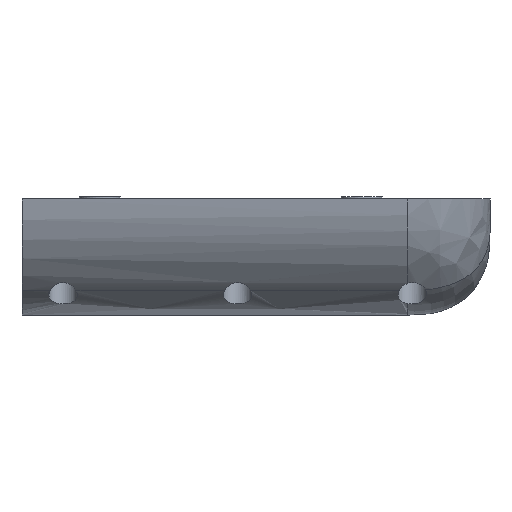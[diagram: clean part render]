
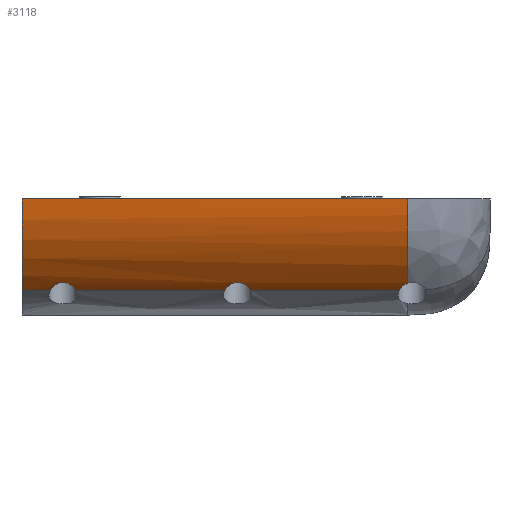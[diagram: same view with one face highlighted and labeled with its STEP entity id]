
A CAD part, left-side view. The second image highlights one B-rep face of the part: STEP entity #3118.
In plain terms, the highlighted cylindrical face has radius 27.775 mm (diameter 55.55 mm), a partial arc.
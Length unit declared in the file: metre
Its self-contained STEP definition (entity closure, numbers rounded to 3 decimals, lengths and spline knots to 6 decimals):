
#220=B_SPLINE_CURVE_WITH_KNOTS('',3,(#4791,#4792,#4793,#4794),
 .UNSPECIFIED.,.F.,.F.,(4,4),(0.,0.002683),.UNSPECIFIED.);
#224=B_SPLINE_CURVE_WITH_KNOTS('',3,(#4822,#4823,#4824,#4825,#4826,#4827,
#4828,#4829,#4830),.UNSPECIFIED.,.F.,.F.,(4,1,1,1,1,1,4),(0.,0.001772,
0.002658,0.003544,0.00443,0.005316,
0.007089),.UNSPECIFIED.);
#226=B_SPLINE_CURVE_WITH_KNOTS('',3,(#4847,#4848,#4849,#4850,#4851,#4852,
#4853,#4854,#4855),.UNSPECIFIED.,.F.,.F.,(4,1,1,1,1,1,4),(0.,0.001772,
0.002658,0.003544,0.00443,0.005316,
0.007089),.UNSPECIFIED.);
#287=B_SPLINE_CURVE_WITH_KNOTS('',3,(#5888,#5889,#5890,#5891),
 .UNSPECIFIED.,.F.,.F.,(4,4),(0.138051,0.518553),
 .UNSPECIFIED.);
#288=B_SPLINE_CURVE_WITH_KNOTS('',3,(#5892,#5893,#5894,#5895),
 .UNSPECIFIED.,.F.,.F.,(4,4),(0.584542,0.965044),
 .UNSPECIFIED.);
#289=B_SPLINE_CURVE_WITH_KNOTS('',3,(#5896,#5897,#5898,#5899,#5900),
 .UNSPECIFIED.,.F.,.F.,(4,1,4),(0.098441,0.549221,1.),
 .UNSPECIFIED.);
#290=B_SPLINE_CURVE_WITH_KNOTS('',3,(#5901,#5902,#5903,#5904),
 .UNSPECIFIED.,.F.,.F.,(4,4),(0.,0.072062),.UNSPECIFIED.);
#404=LINE('',#4878,#586);
#586=VECTOR('',#3632,1.);
#1152=ORIENTED_EDGE('',*,*,#1779,.F.);
#1153=ORIENTED_EDGE('',*,*,#1962,.T.);
#1154=ORIENTED_EDGE('',*,*,#1776,.F.);
#1155=ORIENTED_EDGE('',*,*,#1963,.T.);
#1156=ORIENTED_EDGE('',*,*,#1771,.F.);
#1157=ORIENTED_EDGE('',*,*,#1964,.T.);
#1158=ORIENTED_EDGE('',*,*,#1787,.F.);
#1159=ORIENTED_EDGE('',*,*,#1931,.F.);
#1160=ORIENTED_EDGE('',*,*,#1965,.T.);
#1771=EDGE_CURVE('',#2215,#2216,#220,.T.);
#1776=EDGE_CURVE('',#2220,#2221,#224,.T.);
#1779=EDGE_CURVE('',#2223,#2224,#226,.T.);
#1787=EDGE_CURVE('',#2226,#2227,#404,.T.);
#1931=EDGE_CURVE('',#2339,#2226,#2479,.F.);
#1962=EDGE_CURVE('',#2223,#2221,#287,.T.);
#1963=EDGE_CURVE('',#2220,#2216,#288,.T.);
#1964=EDGE_CURVE('',#2215,#2227,#289,.T.);
#1965=EDGE_CURVE('',#2339,#2224,#290,.T.);
#2215=VERTEX_POINT('',#4795);
#2216=VERTEX_POINT('',#4796);
#2220=VERTEX_POINT('',#4831);
#2221=VERTEX_POINT('',#4832);
#2223=VERTEX_POINT('',#4856);
#2224=VERTEX_POINT('',#4857);
#2226=VERTEX_POINT('',#4877);
#2227=VERTEX_POINT('',#4879);
#2339=VERTEX_POINT('',#5777);
#2479=CIRCLE('',#3348,0.027775);
#2615=EDGE_LOOP('',(#1152,#1153,#1154,#1155,#1156,#1157,#1158,#1159,#1160));
#2864=FACE_BOUND('',#2615,.T.);
#3025=CYLINDRICAL_SURFACE('',#3378,0.027775);
#3118=ADVANCED_FACE('',(#2864),#3025,.T.);
#3348=AXIS2_PLACEMENT_3D('',#5778,#3793,#3794);
#3378=AXIS2_PLACEMENT_3D('',#5887,#3862,#3863);
#3632=DIRECTION('',(0.,-1.,0.));
#3793=DIRECTION('',(0.,-1.,0.));
#3794=DIRECTION('',(0.,0.,-1.));
#3862=DIRECTION('',(0.,-1.,0.));
#3863=DIRECTION('',(0.,0.,-1.));
#4791=CARTESIAN_POINT('',(-0.019539,-0.011,0.003176));
#4792=CARTESIAN_POINT('',(-0.019269,-0.010172,0.002909));
#4793=CARTESIAN_POINT('',(-0.018693,-0.009628,0.002355));
#4794=CARTESIAN_POINT('',(-0.018041,-0.009338,0.001798));
#4795=CARTESIAN_POINT('',(-0.019539,-0.011,0.003176));
#4796=CARTESIAN_POINT('',(-0.018041,-0.009338,0.001798));
#4822=CARTESIAN_POINT('',(-0.018041,0.019637,0.001798));
#4823=CARTESIAN_POINT('',(-0.018473,0.019829,0.002167));
#4824=CARTESIAN_POINT('',(-0.019056,0.020278,0.002701));
#4825=CARTESIAN_POINT('',(-0.019572,0.021254,0.003207));
#4826=CARTESIAN_POINT('',(-0.019724,0.022144,0.003361));
#4827=CARTESIAN_POINT('',(-0.019573,0.023041,0.003209));
#4828=CARTESIAN_POINT('',(-0.01906,0.024016,0.002705));
#4829=CARTESIAN_POINT('',(-0.018473,0.02447,0.002167));
#4830=CARTESIAN_POINT('',(-0.018041,0.024662,0.001798));
#4831=CARTESIAN_POINT('',(-0.018041,0.019637,0.001798));
#4832=CARTESIAN_POINT('',(-0.018041,0.024662,0.001798));
#4847=CARTESIAN_POINT('',(-0.018041,0.053637,0.001798));
#4848=CARTESIAN_POINT('',(-0.018473,0.053829,0.002167));
#4849=CARTESIAN_POINT('',(-0.019056,0.054278,0.002701));
#4850=CARTESIAN_POINT('',(-0.019572,0.055254,0.003207));
#4851=CARTESIAN_POINT('',(-0.019724,0.056144,0.003361));
#4852=CARTESIAN_POINT('',(-0.019573,0.057041,0.003209));
#4853=CARTESIAN_POINT('',(-0.01906,0.058016,0.002705));
#4854=CARTESIAN_POINT('',(-0.018473,0.05847,0.002167));
#4855=CARTESIAN_POINT('',(-0.018041,0.058662,0.001798));
#4856=CARTESIAN_POINT('',(-0.018041,0.053637,0.001798));
#4857=CARTESIAN_POINT('',(-0.018041,0.058662,0.001798));
#4877=CARTESIAN_POINT('',(-0.027572,0.064149,0.019612));
#4878=CARTESIAN_POINT('',(-0.027572,0.064151,0.019612));
#4879=CARTESIAN_POINT('',(-0.027572,-0.011,0.019612));
#5777=CARTESIAN_POINT('',(-0.018041,0.064149,0.001798));
#5778=CARTESIAN_POINT('',(0.000007,0.064149,0.02291));
#5887=CARTESIAN_POINT('',(0.000007,0.064151,0.02291));
#5888=CARTESIAN_POINT('',(-0.018041,0.053637,0.001798));
#5889=CARTESIAN_POINT('',(-0.018041,0.043979,0.001798));
#5890=CARTESIAN_POINT('',(-0.018041,0.03432,0.001798));
#5891=CARTESIAN_POINT('',(-0.018041,0.024662,0.001798));
#5892=CARTESIAN_POINT('',(-0.018041,0.019637,0.001798));
#5893=CARTESIAN_POINT('',(-0.018041,0.009979,0.001798));
#5894=CARTESIAN_POINT('',(-0.018041,0.00032,0.001798));
#5895=CARTESIAN_POINT('',(-0.018041,-0.009338,0.001798));
#5896=CARTESIAN_POINT('',(-0.019539,-0.011,0.003176));
#5897=CARTESIAN_POINT('',(-0.021746,-0.011,0.005362));
#5898=CARTESIAN_POINT('',(-0.02542,-0.011,0.010482));
#5899=CARTESIAN_POINT('',(-0.027203,-0.011,0.016527));
#5900=CARTESIAN_POINT('',(-0.027572,-0.011,0.019612));
#5901=CARTESIAN_POINT('',(-0.018041,0.064149,0.001798));
#5902=CARTESIAN_POINT('',(-0.018041,0.06232,0.001798));
#5903=CARTESIAN_POINT('',(-0.018041,0.060491,0.001798));
#5904=CARTESIAN_POINT('',(-0.018041,0.058662,0.001798));
